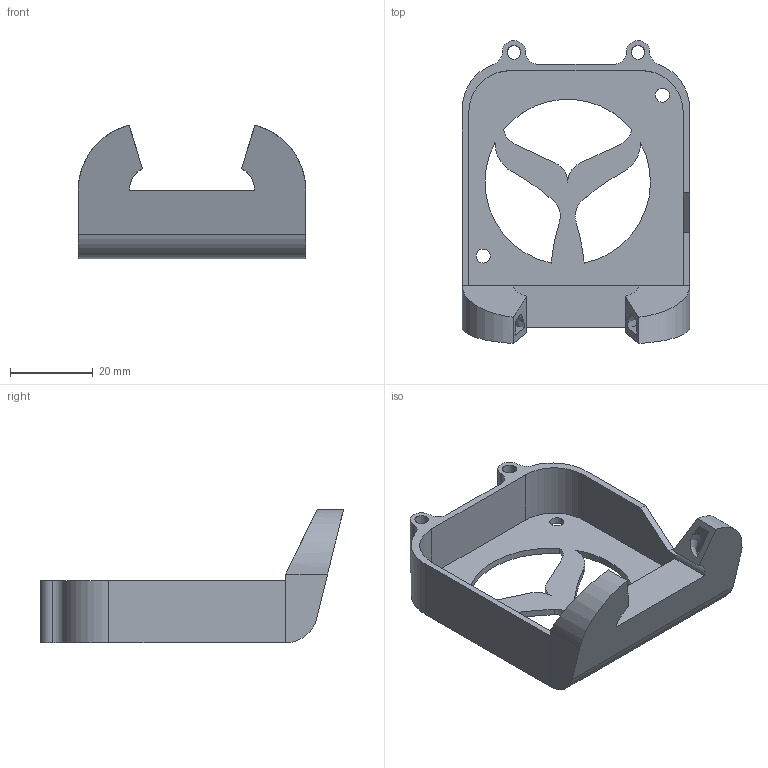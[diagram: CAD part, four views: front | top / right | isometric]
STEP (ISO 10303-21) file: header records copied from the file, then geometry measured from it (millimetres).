
FILE_DESCRIPTION (( 'STEP AP214' ), '1' );
FILE_NAME ('瑞耋3.STEP', '2023-08-17T02:59:18', ( '' ), ( '' ), 'SwSTEP 2.0', 'SolidWorks 2020', '' );
FILE_SCHEMA (( 'AUTOMOTIVE_DESIGN' ));
Length unit declared in the file: millimetre
Products named in the file (1): 瑞耋3
Bounding box: 55 x 73.29 x 32.28 mm (x, y, z)
Volume: 12187.8 mm3; surface area: 15441.4 mm2
Topology: 2 solids, 2 shells, 86 faces, 244 edges, 161 vertices
Faces by surface type: cylinder 47, plane 35, bspline 4
Entity records: 3096 total; most frequent: CARTESIAN_POINT 809, ORIENTED_EDGE 488, DIRECTION 453, EDGE_CURVE 244, VERTEX_POINT 161, AXIS2_PLACEMENT_3D 160, VECTOR 133, LINE 133
